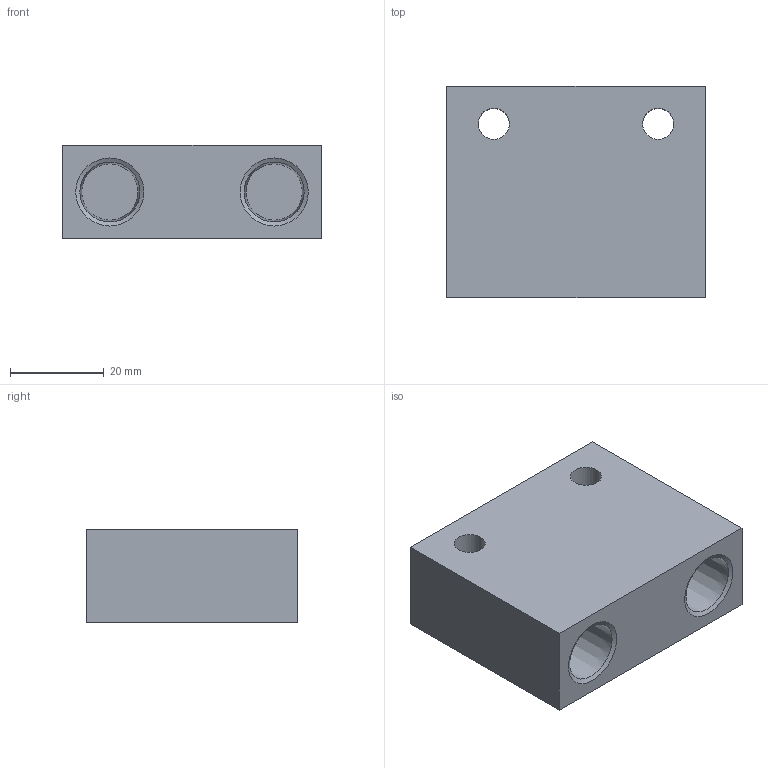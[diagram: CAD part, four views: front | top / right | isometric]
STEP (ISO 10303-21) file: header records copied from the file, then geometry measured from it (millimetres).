
FILE_DESCRIPTION(/* description */ ('STEP AP214'),/* implementation_level */ '2;1');
FILE_NAME(/* name */ '10413_OS-1_4-NPT',/* time_stamp */ '2024-09-13T11:15:38+02:00',/* author */ ('License CC BY-ND 4.0'),/* organization */ ('CADENAS'),/* preprocessor_version */ 'ST-DEVELOPER v19.3',/* originating_system */ 'PARTsolutions',/* authorisation */ ' ');
FILE_SCHEMA (('AUTOMOTIVE_DESIGN {1 0 10303 214 3 1 1}'));
Length unit declared in the file: millimetre
Products named in the file (1): 10413 OS-1/4-NPT
Bounding box: 55 x 45 x 20 mm (x, y, z)
Volume: 43394.7 mm3; surface area: 11073.7 mm2
Topology: 1 solids, 1 shells, 17 faces, 33 edges, 21 vertices
Faces by surface type: plane 9, cone 6, cylinder 2
Full cylindrical faces by diameter (mm): 6.6 x2
Entity records: 434 total; most frequent: DIRECTION 74, CARTESIAN_POINT 64, ORIENTED_EDGE 50, EDGE_LOOP 32, FACE_BOUND 32, AXIS2_PLACEMENT_3D 31, EDGE_CURVE 25, VERTEX_POINT 21
